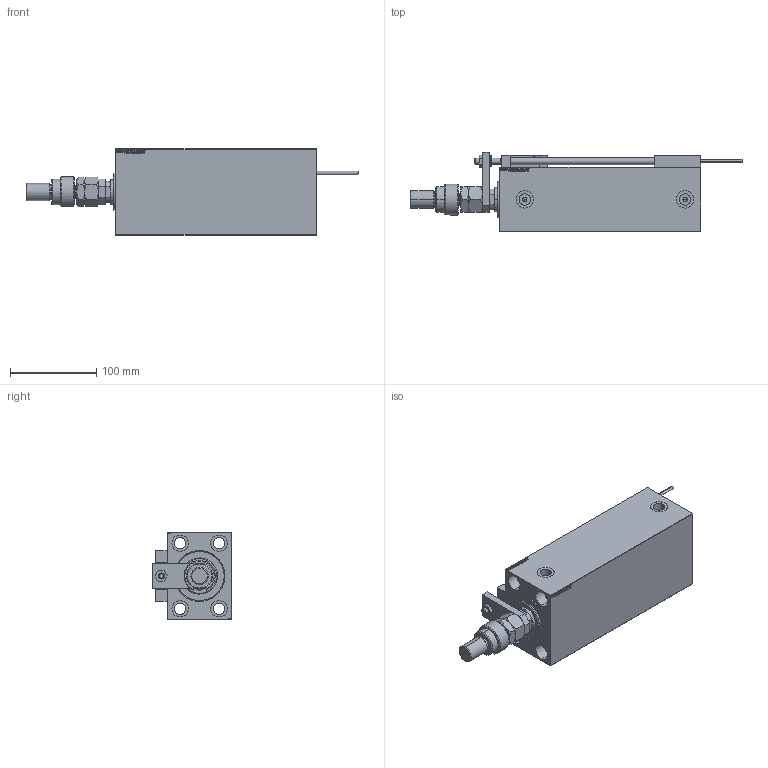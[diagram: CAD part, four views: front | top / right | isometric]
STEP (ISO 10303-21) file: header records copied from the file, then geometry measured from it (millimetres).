
FILE_DESCRIPTION (( 'STEP AP203' ), '1' );
FILE_NAME ('bf90.STEP', '2022-04-17T07:28:29', ( '' ), ( '' ), 'SwSTEP 2.0', 'SolidWorks 2019', '' );
FILE_SCHEMA (( 'CONFIG_CONTROL_DESIGN' ));
Length unit declared in the file: millimetre
Products named in the file (18): FEMALE_PART_FOR_DFA 83baa04313945238b5b90a55a83e7083; ALLEN BOLT D5 83baa04313945238b5b90a55a83e7083; TYC_L79 83baa04313945238b5b90a55a83e7083; bf90; X_Y_DFA 83baa04313945238b5b90a55a83e7083; ALLEN BOLT D8 83baa04313945238b5b90a55a83e7083; MAGNET 83baa04313945238b5b90a55a83e7083; NUT_D12 83baa04313945238b5b90a55a83e7083; V450CM_C_VCP 83baa04313945238b5b90a55a83e7083; ZARAZKA 83baa04313945238b5b90a55a83e7083; SWITCH_X_FRONT_BACK 83baa04313945238b5b90a55a83e7083; SWITCH X 83baa04313945238b5b90a55a83e7083; MFA 83baa04313945238b5b90a55a83e7083; V450CM_C_Body 83baa04313945238b5b90a55a83e7083; KONCOVKA 83baa04313945238b5b90a55a83e7083; Block 83baa04313945238b5b90a55a83e7083; SWITCH DIM B,W 83baa04313945238b5b90a55a83e7083; V450CM_VC_B 83baa04313945238b5b90a55a83e7083
Assembly tree (27 placements, depth 3):
  bf90
    V450CM_C_Body 83baa04313945238b5b90a55a83e7083
    SWITCH X 83baa04313945238b5b90a55a83e7083
      SWITCH_X_FRONT_BACK 83baa04313945238b5b90a55a83e7083  x2
      TYC_L79 83baa04313945238b5b90a55a83e7083
      Block 83baa04313945238b5b90a55a83e7083  x2
      ALLEN BOLT D5 83baa04313945238b5b90a55a83e7083  x4
      ALLEN BOLT D8 83baa04313945238b5b90a55a83e7083  x4
      MAGNET 83baa04313945238b5b90a55a83e7083  x2
      KONCOVKA 83baa04313945238b5b90a55a83e7083  x2
    NUT_D12 83baa04313945238b5b90a55a83e7083
    SWITCH DIM B,W 83baa04313945238b5b90a55a83e7083
    ZARAZKA 83baa04313945238b5b90a55a83e7083
    V450CM_C_VCP 83baa04313945238b5b90a55a83e7083
    V450CM_VC_B 83baa04313945238b5b90a55a83e7083
    X_Y_DFA 83baa04313945238b5b90a55a83e7083
      FEMALE_PART_FOR_DFA 83baa04313945238b5b90a55a83e7083
      MFA 83baa04313945238b5b90a55a83e7083
Bounding box: 385 x 92.5 x 100 mm (x, y, z)
Volume: 1496886.4 mm3; surface area: 255663.5 mm2
Topology: 25 solids, 25 shells, 1387 faces, 3302 edges, 2099 vertices
Faces by surface type: plane 594, bspline 380, cylinder 215, cone 146, torus 48, sphere 4
Entity records: 53864 total; most frequent: CARTESIAN_POINT 27003, ORIENTED_EDGE 5624, DIRECTION 3942, EDGE_CURVE 2812, VERTEX_POINT 1823, VECTOR 1562, LINE 1562, EDGE_LOOP 1307
